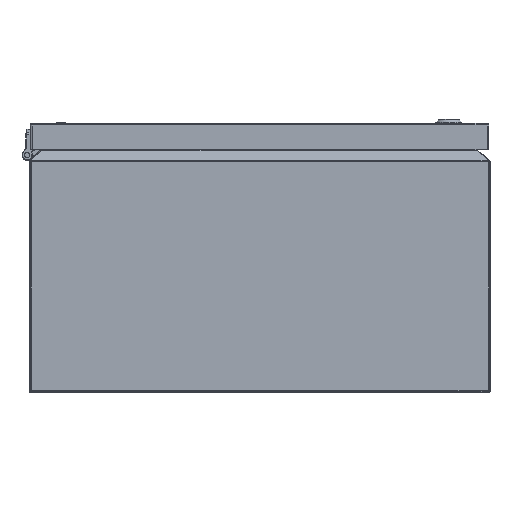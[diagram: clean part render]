
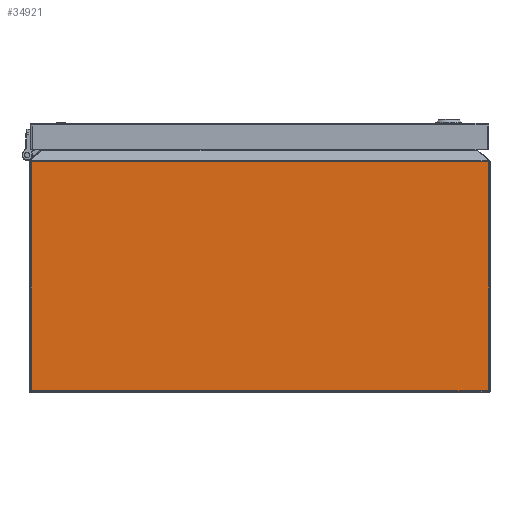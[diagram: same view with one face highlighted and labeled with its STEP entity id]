
A CAD part, front view. The second image highlights one B-rep face of the part: STEP entity #34921.
In plain terms, the highlighted planar face has unit normal (0, -1, 0).
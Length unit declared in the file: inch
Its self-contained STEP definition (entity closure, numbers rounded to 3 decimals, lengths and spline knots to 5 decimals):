
#1163 = CARTESIAN_POINT ( 'NONE',  ( -7., -8., 7.0438 ) ) ;
#8296 = VECTOR ( 'NONE', #23000, 39.37008 ) ;
#8716 = CARTESIAN_POINT ( 'NONE',  ( -6.97, -8., 0.03 ) ) ;
#11379 = CARTESIAN_POINT ( 'NONE',  ( -6.97, -8., 7.02965 ) ) ;
#12460 = VECTOR ( 'NONE', #111339, 39.37008 ) ;
#13142 = EDGE_CURVE ( 'NONE', #82706, #31600, #107017, .T. ) ;
#18537 = AXIS2_PLACEMENT_3D ( 'NONE', #1163, #60560, #39712 ) ;
#19336 = DIRECTION ( 'NONE',  ( 1., 0., 0. ) ) ;
#20710 = FACE_OUTER_BOUND ( 'NONE', #31966, .T. ) ;
#21772 = LINE ( 'NONE', #60368, #12460 ) ;
#23000 = DIRECTION ( 'NONE',  ( 0., 0., 1. ) ) ;
#28162 = CARTESIAN_POINT ( 'NONE',  ( -7., -8., 0.03 ) ) ;
#29988 = VERTEX_POINT ( 'NONE', #100072 ) ;
#31600 = VERTEX_POINT ( 'NONE', #8716 ) ;
#31966 = EDGE_LOOP ( 'NONE', ( #79821, #67968, #118968, #117075 ) ) ;
#34921 = ADVANCED_FACE ( 'NONE', ( #20710 ), #58696, .F. ) ;
#38493 = CARTESIAN_POINT ( 'NONE',  ( 6.97, -8., 0.03 ) ) ;
#39712 = DIRECTION ( 'NONE',  ( 0., 0., 1. ) ) ;
#41944 = CARTESIAN_POINT ( 'NONE',  ( 6.97, -8., 7.0438 ) ) ;
#47693 = DIRECTION ( 'NONE',  ( 0., 0., -1. ) ) ;
#48401 = LINE ( 'NONE', #28162, #119305 ) ;
#58696 = PLANE ( 'NONE',  #18537 ) ;
#60368 = CARTESIAN_POINT ( 'NONE',  ( -7., -8., 7.02965 ) ) ;
#60560 = DIRECTION ( 'NONE',  ( 0., 1., 0. ) ) ;
#67968 = ORIENTED_EDGE ( 'NONE', *, *, #113529, .T. ) ;
#72960 = LINE ( 'NONE', #41944, #8296 ) ;
#73805 = EDGE_CURVE ( 'NONE', #31600, #115942, #48401, .T. ) ;
#78738 = CARTESIAN_POINT ( 'NONE',  ( -6.97, -8., 7.0438 ) ) ;
#79821 = ORIENTED_EDGE ( 'NONE', *, *, #111513, .T. ) ;
#81535 = VECTOR ( 'NONE', #47693, 39.37008 ) ;
#82706 = VERTEX_POINT ( 'NONE', #11379 ) ;
#100072 = CARTESIAN_POINT ( 'NONE',  ( 6.97, -8., 7.02965 ) ) ;
#107017 = LINE ( 'NONE', #78738, #81535 ) ;
#111339 = DIRECTION ( 'NONE',  ( -1., 0., 0. ) ) ;
#111513 = EDGE_CURVE ( 'NONE', #115942, #29988, #72960, .T. ) ;
#113529 = EDGE_CURVE ( 'NONE', #29988, #82706, #21772, .T. ) ;
#115942 = VERTEX_POINT ( 'NONE', #38493 ) ;
#117075 = ORIENTED_EDGE ( 'NONE', *, *, #73805, .T. ) ;
#118968 = ORIENTED_EDGE ( 'NONE', *, *, #13142, .T. ) ;
#119305 = VECTOR ( 'NONE', #19336, 39.37008 ) ;
